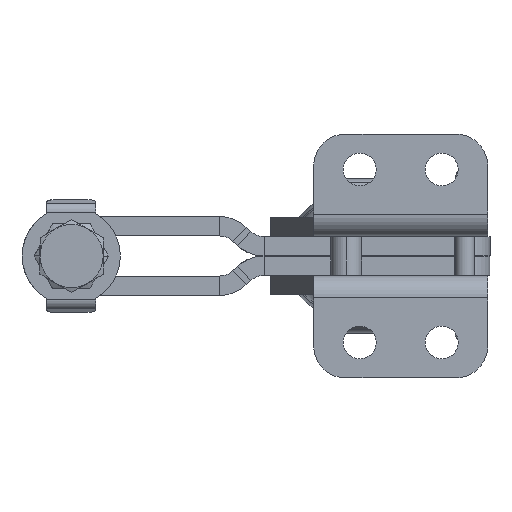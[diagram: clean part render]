
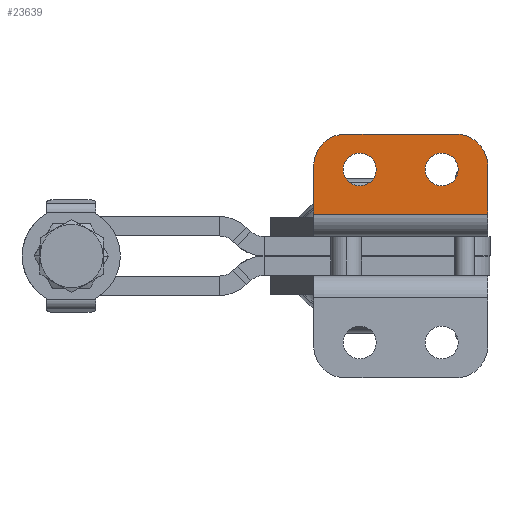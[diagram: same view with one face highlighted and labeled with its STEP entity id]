
A CAD part, front view. The second image highlights one B-rep face of the part: STEP entity #23639.
In plain terms, the highlighted planar face has unit normal (0, -1, 0).
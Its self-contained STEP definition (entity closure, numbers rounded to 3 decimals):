
#681 = EDGE_LOOP ( 'NONE', ( #4648, #5386, #4541, #4920, #4519, #4686 ) ) ;
#4407 = EDGE_LOOP ( 'NONE', ( #4490, #4735 ) ) ;
#4490 = ORIENTED_EDGE ( 'NONE', *, *, #9289, .F. ) ;
#4519 = ORIENTED_EDGE ( 'NONE', *, *, #9039, .T. ) ;
#4541 = ORIENTED_EDGE ( 'NONE', *, *, #9083, .T. ) ;
#4646 = ORIENTED_EDGE ( 'NONE', *, *, #9097, .F. ) ;
#4648 = ORIENTED_EDGE ( 'NONE', *, *, #9084, .F. ) ;
#4686 = ORIENTED_EDGE ( 'NONE', *, *, #9075, .T. ) ;
#4735 = ORIENTED_EDGE ( 'NONE', *, *, #9042, .F. ) ;
#4920 = ORIENTED_EDGE ( 'NONE', *, *, #9040, .T. ) ;
#5386 = ORIENTED_EDGE ( 'NONE', *, *, #9114, .T. ) ;
#5392 = ORIENTED_EDGE ( 'NONE', *, *, #9110, .F. ) ;
#5441 = EDGE_LOOP ( 'NONE', ( #4646, #5392 ) ) ;
#6156 = CARTESIAN_POINT ( 'NONE',  ( 5., 10.4, 15.9 ) ) ;
#7244 = CARTESIAN_POINT ( 'NONE',  ( 7.15, 10.4, 12.95 ) ) ;
#7357 = DIRECTION ( 'NONE',  ( 0., 0., 1. ) ) ;
#7359 = PLANE ( 'NONE',  #27833 ) ;
#7362 = CARTESIAN_POINT ( 'NONE',  ( 22., 10.4, 10.9 ) ) ;
#7371 = DIRECTION ( 'NONE',  ( 0., 1., 0. ) ) ;
#7680 = CARTESIAN_POINT ( 'NONE',  ( 27., 10.4, 10.9 ) ) ;
#7732 = CARTESIAN_POINT ( 'NONE',  ( 0., 10.4, 3.5 ) ) ;
#7754 = CARTESIAN_POINT ( 'NONE',  ( 0., 10.4, 10.9 ) ) ;
#7777 = CARTESIAN_POINT ( 'NONE',  ( 19.85, 10.4, 12.95 ) ) ;
#7827 = CARTESIAN_POINT ( 'NONE',  ( 7.15, 10.4, 7.85 ) ) ;
#7829 = CARTESIAN_POINT ( 'NONE',  ( 19.85, 10.4, 7.85 ) ) ;
#7831 = CARTESIAN_POINT ( 'NONE',  ( 27., 10.4, 3.5 ) ) ;
#7853 = CARTESIAN_POINT ( 'NONE',  ( 22., 10.4, 15.9 ) ) ;
#8237 = DIRECTION ( 'NONE',  ( 0., 0., -1. ) ) ;
#8239 = DIRECTION ( 'NONE',  ( 0., -1., 0. ) ) ;
#8242 = CARTESIAN_POINT ( 'NONE',  ( 19.85, 10.4, 10.4 ) ) ;
#8746 = CARTESIAN_POINT ( 'NONE',  ( 27., 10.4, 10.9 ) ) ;
#8750 = DIRECTION ( 'NONE',  ( 0., 0., 1. ) ) ;
#8751 = DIRECTION ( 'NONE',  ( 0., 0., -1. ) ) ;
#8752 = DIRECTION ( 'NONE',  ( 0., -1., 0. ) ) ;
#8753 = CARTESIAN_POINT ( 'NONE',  ( 7.15, 10.4, 10.4 ) ) ;
#8783 = DIRECTION ( 'NONE',  ( 0., 0., -1. ) ) ;
#8784 = DIRECTION ( 'NONE',  ( 0., -1., 0. ) ) ;
#8785 = CARTESIAN_POINT ( 'NONE',  ( 7.15, 10.4, 10.4 ) ) ;
#8829 = DIRECTION ( 'NONE',  ( 0., 0., 1. ) ) ;
#8830 = DIRECTION ( 'NONE',  ( 0., -1., 0. ) ) ;
#8831 = CARTESIAN_POINT ( 'NONE',  ( 22., 10.4, 10.9 ) ) ;
#8835 = DIRECTION ( 'NONE',  ( -1., 0., 0. ) ) ;
#8836 = CARTESIAN_POINT ( 'NONE',  ( 22., 10.4, 3.5 ) ) ;
#8856 = DIRECTION ( 'NONE',  ( 0., 0., -1. ) ) ;
#8862 = CARTESIAN_POINT ( 'NONE',  ( 0., 10.4, 3. ) ) ;
#9039 = EDGE_CURVE ( 'NONE', #13224, #13095, #30742, .T. ) ;
#9040 = EDGE_CURVE ( 'NONE', #12821, #13224, #30743, .T. ) ;
#9042 = EDGE_CURVE ( 'NONE', #12878, #13026, #30744, .T. ) ;
#9075 = EDGE_CURVE ( 'NONE', #13095, #13143, #30792, .T. ) ;
#9083 = EDGE_CURVE ( 'NONE', #13945, #12821, #30804, .T. ) ;
#9084 = EDGE_CURVE ( 'NONE', #12880, #13143, #30805, .T. ) ;
#9097 = EDGE_CURVE ( 'NONE', #13265, #12888, #30816, .T. ) ;
#9110 = EDGE_CURVE ( 'NONE', #12888, #13265, #30838, .T. ) ;
#9114 = EDGE_CURVE ( 'NONE', #12880, #13945, #30845, .T. ) ;
#9289 = EDGE_CURVE ( 'NONE', #13026, #12878, #31074, .T. ) ;
#12821 = VERTEX_POINT ( 'NONE', #7853 ) ;
#12878 = VERTEX_POINT ( 'NONE', #7829 ) ;
#12880 = VERTEX_POINT ( 'NONE', #7831 ) ;
#12888 = VERTEX_POINT ( 'NONE', #7827 ) ;
#13026 = VERTEX_POINT ( 'NONE', #7777 ) ;
#13095 = VERTEX_POINT ( 'NONE', #7754 ) ;
#13143 = VERTEX_POINT ( 'NONE', #7732 ) ;
#13155 = DIRECTION ( 'NONE',  ( 0., 0., -1. ) ) ;
#13157 = DIRECTION ( 'NONE',  ( 0., -1., 0. ) ) ;
#13159 = CARTESIAN_POINT ( 'NONE',  ( 19.85, 10.4, 10.4 ) ) ;
#13173 = DIRECTION ( 'NONE',  ( 0., 0., 1. ) ) ;
#13175 = DIRECTION ( 'NONE',  ( 0., -1., 0. ) ) ;
#13176 = CARTESIAN_POINT ( 'NONE',  ( 5., 10.4, 10.9 ) ) ;
#13178 = CARTESIAN_POINT ( 'NONE',  ( 5., 10.4, 15.9 ) ) ;
#13195 = DIRECTION ( 'NONE',  ( -1., 0., 0. ) ) ;
#13224 = VERTEX_POINT ( 'NONE', #6156 ) ;
#13265 = VERTEX_POINT ( 'NONE', #7244 ) ;
#13945 = VERTEX_POINT ( 'NONE', #7680 ) ;
#16736 = FACE_BOUND ( 'NONE', #4407, .T. ) ;
#16741 = FACE_OUTER_BOUND ( 'NONE', #681, .T. ) ;
#16743 = FACE_BOUND ( 'NONE', #5441, .T. ) ;
#23639 = ADVANCED_FACE ( 'NONE', ( #16736, #16743, #16741 ), #7359, .F. ) ;
#27343 = AXIS2_PLACEMENT_3D ( 'NONE', #13176, #13175, #13173 ) ;
#27347 = AXIS2_PLACEMENT_3D ( 'NONE', #13159, #13157, #13155 ) ;
#27390 = AXIS2_PLACEMENT_3D ( 'NONE', #8831, #8830, #8829 ) ;
#27410 = AXIS2_PLACEMENT_3D ( 'NONE', #8785, #8784, #8783 ) ;
#27419 = AXIS2_PLACEMENT_3D ( 'NONE', #8753, #8752, #8751 ) ;
#27576 = AXIS2_PLACEMENT_3D ( 'NONE', #8242, #8239, #8237 ) ;
#27833 = AXIS2_PLACEMENT_3D ( 'NONE', #7362, #7371, #7357 ) ;
#30742 = CIRCLE ( 'NONE', #27343, 5. ) ;
#30743 = LINE ( 'NONE', #13178, #30746 ) ;
#30744 = CIRCLE ( 'NONE', #27347, 2.55 ) ;
#30746 = VECTOR ( 'NONE', #13195, 1000. ) ;
#30792 = LINE ( 'NONE', #8862, #30796 ) ;
#30796 = VECTOR ( 'NONE', #8856, 1000. ) ;
#30804 = CIRCLE ( 'NONE', #27390, 5. ) ;
#30805 = LINE ( 'NONE', #8836, #30807 ) ;
#30807 = VECTOR ( 'NONE', #8835, 1000. ) ;
#30816 = CIRCLE ( 'NONE', #27410, 2.55 ) ;
#30838 = CIRCLE ( 'NONE', #27419, 2.55 ) ;
#30845 = LINE ( 'NONE', #8746, #30847 ) ;
#30847 = VECTOR ( 'NONE', #8750, 1000. ) ;
#31074 = CIRCLE ( 'NONE', #27576, 2.55 ) ;
